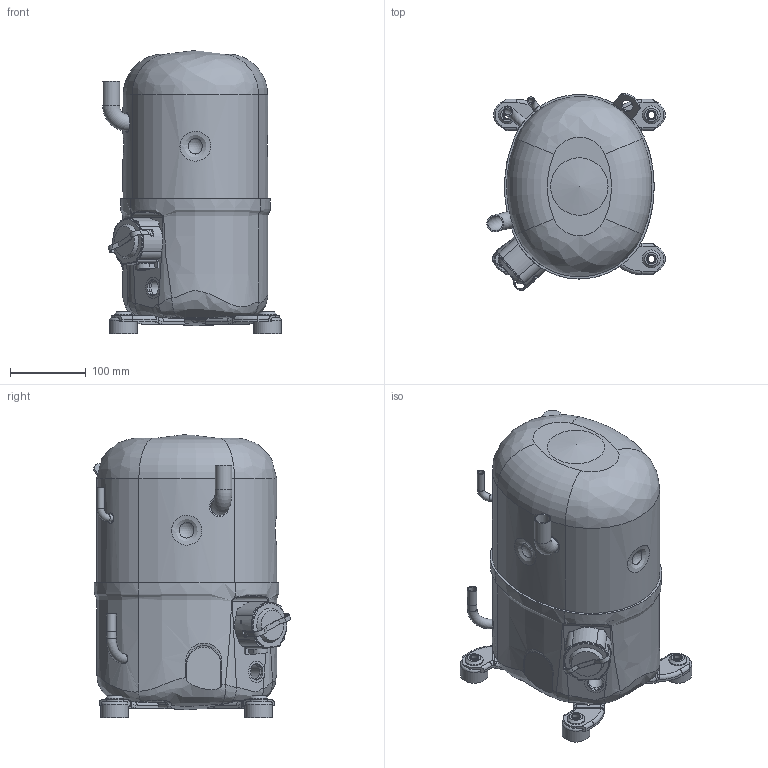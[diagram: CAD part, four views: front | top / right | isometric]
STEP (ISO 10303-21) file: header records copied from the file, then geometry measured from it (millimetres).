
FILE_DESCRIPTION(/* description */ (''),/* implementation_level */ '2;1');
FILE_NAME(/* name */ 'DCFH241_e-m.stp',/* time_stamp */ '2016-09-06T17:03:31+02:00',/* author */ (''),/* organization */ (''),/* preprocessor_version */ 'ST-DEVELOPER v14',/* originating_system */ 'SIEMENS PLM Software NX 8.0',/* authorisation */ '');
FILE_SCHEMA (('CONFIG_CONTROL_DESIGN'));
Length unit declared in the file: millimetre
Products named in the file (1): DCFH241_e-m
Bounding box: 235.9 x 260.28 x 374.38 mm (x, y, z)
Volume: 1034242.4 mm3; surface area: 747360.9 mm2
Topology: 38 solids, 38 shells, 965 faces, 2311 edges, 1462 vertices
Faces by surface type: plane 315, cylinder 291, bspline 158, torus 135, sphere 39, cone 27
Full cylindrical faces by diameter (mm): 1.368 x3, 1.587 x6, 3.175 x9, 3.335 x3, 3.429 x6, 3.7 x1, 4.191 x3, 6.35 x6, 6.45 x2, 8 x2, 8.8 x4, 9.55 x2, 9.6 x4, 9.8 x1, 10.517 x3, 11 x8, 12.65 x2, 12.7 x2, 12.8 x4, 12.95 x1, 14 x1, 19 x8, 19.2 x1, 19.33 x1, 20 x1, 21.9 x1, 22.2 x1, 22.33 x1, 22.45 x1, 23 x1
Entity records: 44131 total; most frequent: CARTESIAN_POINT 23942, DIRECTION 4036, ORIENTED_EDGE 3902, EDGE_CURVE 1951, AXIS2_PLACEMENT_3D 1686, EDGE_LOOP 1354, VERTEX_POINT 1351, ADVANCED_FACE 965
